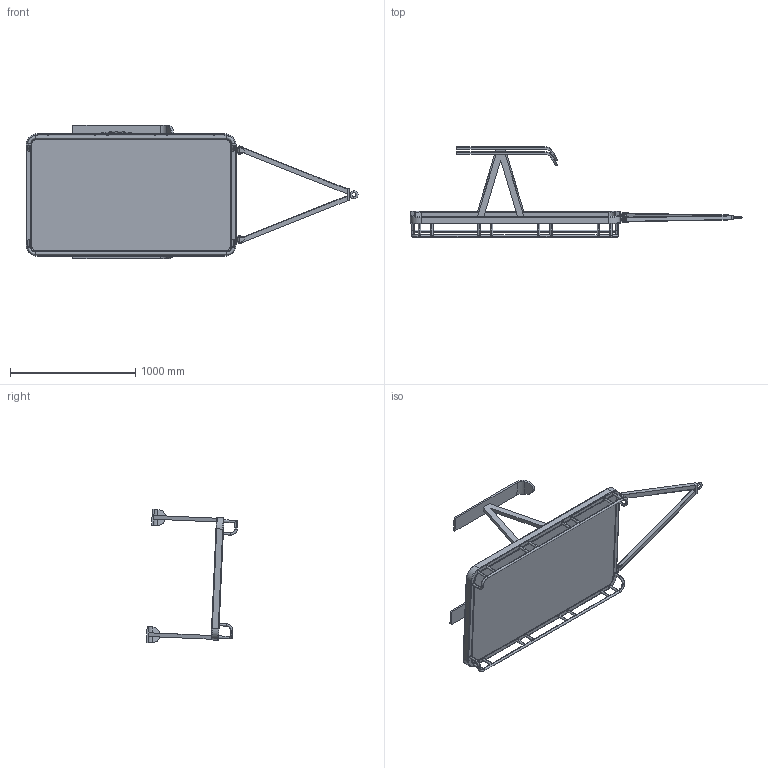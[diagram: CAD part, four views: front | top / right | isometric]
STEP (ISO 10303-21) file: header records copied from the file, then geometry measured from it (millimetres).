
FILE_DESCRIPTION (( 'STEP AP214' ), '1' );
FILE_NAME ('SLED.STEP', '2017-06-06T08:00:42', ( '' ), ( '' ), 'SwSTEP 2.0', 'SolidWorks 2015', '' );
FILE_SCHEMA (( 'AUTOMOTIVE_DESIGN' ));
Length unit declared in the file: millimetre
Products named in the file (17): TOWBAR rod 2; Top plate; HINGEJOINT hengsel; Railing handtakssøyle2; BODY STRUCTURE bjelke for ski feste; SKI; HINGEJOINT plate; HINGEJOINT sides; BODY STRUCTURE frame; hex nut style 3_am_B18.2.4.1M - Hex nut, Style 1,  M10 x 1.5, with 16mm WAF --D-S; SLED; TOWBAR connection rods 1 and 2; TOWBAR attachment ring; formed hex screw2_am_B18.2.3.2M - Formed hex screw, M10 x 1.5 x 60 --26WS; TOWBAR; HINGEJOINT; HINGEJOINT rubber tube
Assembly tree (24 placements, depth 4):
  SLED
    SKI  x2
    Top plate
    Railing handtakssøyle2  x2
    BODY STRUCTURE frame
    BODY STRUCTURE bjelke for ski feste  x2
    TOWBAR
      TOWBAR attachment ring
      TOWBAR connection rods 1 and 2
      TOWBAR rod 2  x2
      HINGEJOINT  x2
        HINGEJOINT plate
        HINGEJOINT hengsel
        HINGEJOINT rubber tube
        HINGEJOINT sides
      formed hex screw2_am_B18.2.3.2M - Formed hex screw, M10 x 1.5 x 60 --26WS  x2
      hex nut style 3_am_B18.2.4.1M - Hex nut, Style 1,  M10 x 1.5, with 16mm WAF --D-S  x2
Bounding box: 2654.01 x 728.54 x 1066.55 mm (x, y, z)
Volume: 28546253.2 mm3; surface area: 7059111.9 mm2
Topology: 28 solids, 29 shells, 886 faces, 2021 edges, 1200 vertices
Faces by surface type: cylinder 314, plane 274, cone 242, torus 56
Entity records: 15527 total; most frequent: CARTESIAN_POINT 2971, DIRECTION 2705, ORIENTED_EDGE 2320, EDGE_CURVE 1160, AXIS2_PLACEMENT_3D 1074, VERTEX_POINT 676, LINE 557, VECTOR 557
